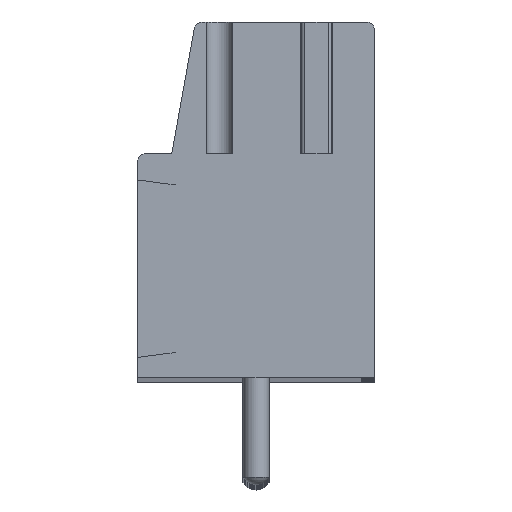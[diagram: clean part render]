
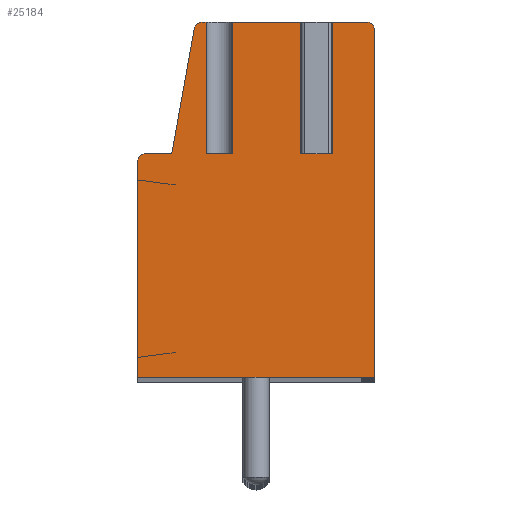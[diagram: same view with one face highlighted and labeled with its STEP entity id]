
A CAD part, top view. The second image highlights one B-rep face of the part: STEP entity #25184.
In plain terms, the highlighted planar face has unit normal (0, 0, 1).
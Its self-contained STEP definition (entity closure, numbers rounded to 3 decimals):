
#52=DIRECTION('',(1.,0.,0.));
#53=VECTOR('',#52,1.);
#54=CARTESIAN_POINT('',(-1.9,3.36,107.5));
#55=LINE('',#54,#53);
#56=DIRECTION('',(0.,1.,0.));
#57=VECTOR('',#56,5.);
#58=CARTESIAN_POINT('',(-0.9,3.36,107.5));
#59=LINE('',#58,#57);
#60=DIRECTION('',(-1.,0.,0.));
#61=VECTOR('',#60,2.8);
#62=CARTESIAN_POINT('',(1.9,8.36,107.5));
#63=LINE('',#62,#61);
#64=DIRECTION('',(0.,1.,0.));
#65=VECTOR('',#64,5.);
#66=CARTESIAN_POINT('',(1.9,3.36,107.5));
#67=LINE('',#66,#65);
#68=DIRECTION('',(1.,0.,0.));
#69=VECTOR('',#68,0.8);
#70=CARTESIAN_POINT('',(1.9,3.36,107.5));
#71=LINE('',#70,#69);
#72=DIRECTION('',(0.,1.,0.));
#73=VECTOR('',#72,5.);
#74=CARTESIAN_POINT('',(2.7,3.36,107.5));
#75=LINE('',#74,#73);
#76=DIRECTION('',(-1.,0.,0.));
#77=VECTOR('',#76,1.5);
#78=CARTESIAN_POINT('',(4.2,8.36,107.5));
#79=LINE('',#78,#77);
#80=CARTESIAN_POINT('',(4.2,8.06,107.5));
#81=DIRECTION('',(0.,0.,1.));
#82=DIRECTION('',(1.,0.,0.));
#83=AXIS2_PLACEMENT_3D('',#80,#81,#82);
#85=DIRECTION('',(0.,1.,0.));
#86=VECTOR('',#85,13.2);
#87=CARTESIAN_POINT('',(4.5,-5.14,107.5));
#88=LINE('',#87,#86);
#89=DIRECTION('',(1.,0.,0.));
#90=VECTOR('',#89,9.);
#91=CARTESIAN_POINT('',(-4.5,-5.14,107.5));
#92=LINE('',#91,#90);
#93=DIRECTION('',(0.,-1.,0.));
#94=VECTOR('',#93,8.2);
#95=CARTESIAN_POINT('',(-4.5,3.06,107.5));
#96=LINE('',#95,#94);
#97=CARTESIAN_POINT('',(-4.2,3.06,107.5));
#98=DIRECTION('',(0.,0.,1.));
#99=DIRECTION('',(0.,1.,0.));
#100=AXIS2_PLACEMENT_3D('',#97,#98,#99);
#102=DIRECTION('',(-1.,0.,0.));
#103=VECTOR('',#102,1.);
#104=CARTESIAN_POINT('',(-3.2,3.36,107.5));
#105=LINE('',#104,#103);
#106=DIRECTION('',(-0.177,-0.984,0.));
#107=VECTOR('',#106,4.829);
#108=CARTESIAN_POINT('',(-2.345,8.113,107.5));
#109=LINE('',#108,#107);
#110=CARTESIAN_POINT('',(-2.05,8.06,107.5));
#111=DIRECTION('',(0.,0.,1.));
#112=DIRECTION('',(0.,1.,0.));
#113=AXIS2_PLACEMENT_3D('',#110,#111,#112);
#115=DIRECTION('',(-1.,0.,0.));
#116=VECTOR('',#115,0.15);
#117=CARTESIAN_POINT('',(-1.9,8.36,107.5));
#118=LINE('',#117,#116);
#119=DIRECTION('',(0.,1.,0.));
#120=VECTOR('',#119,5.);
#121=CARTESIAN_POINT('',(-1.9,3.36,107.5));
#122=LINE('',#121,#120);
#19538=CARTESIAN_POINT('',(4.5,-5.14,107.5));
#19539=CARTESIAN_POINT('',(4.5,8.06,107.5));
#19540=VERTEX_POINT('',#19538);
#19541=VERTEX_POINT('',#19539);
#19542=CARTESIAN_POINT('',(4.2,8.36,107.5));
#19543=VERTEX_POINT('',#19542);
#19544=CARTESIAN_POINT('',(-2.05,8.36,107.5));
#19545=CARTESIAN_POINT('',(-2.345,8.113,107.5));
#19546=VERTEX_POINT('',#19544);
#19547=VERTEX_POINT('',#19545);
#19548=CARTESIAN_POINT('',(-3.2,3.36,107.5));
#19549=VERTEX_POINT('',#19548);
#19550=CARTESIAN_POINT('',(-4.2,3.36,107.5));
#19551=VERTEX_POINT('',#19550);
#19552=CARTESIAN_POINT('',(-4.5,3.06,107.5));
#19553=VERTEX_POINT('',#19552);
#19554=CARTESIAN_POINT('',(-4.5,-5.14,107.5));
#19555=VERTEX_POINT('',#19554);
#19853=CARTESIAN_POINT('',(1.9,3.36,107.5));
#19854=CARTESIAN_POINT('',(2.7,3.36,107.5));
#19855=VERTEX_POINT('',#19853);
#19856=VERTEX_POINT('',#19854);
#19857=CARTESIAN_POINT('',(2.7,8.36,107.5));
#19858=VERTEX_POINT('',#19857);
#19859=CARTESIAN_POINT('',(1.9,8.36,107.5));
#19860=VERTEX_POINT('',#19859);
#19881=CARTESIAN_POINT('',(-1.9,3.36,107.5));
#19882=CARTESIAN_POINT('',(-0.9,3.36,107.5));
#19883=VERTEX_POINT('',#19881);
#19884=VERTEX_POINT('',#19882);
#19885=CARTESIAN_POINT('',(-0.9,8.36,107.5));
#19886=VERTEX_POINT('',#19885);
#19887=CARTESIAN_POINT('',(-1.9,8.36,107.5));
#19888=VERTEX_POINT('',#19887);
#25143=CARTESIAN_POINT('',(0.,0.,107.5));
#25144=DIRECTION('',(0.,0.,1.));
#25145=DIRECTION('',(1.,0.,0.));
#25146=AXIS2_PLACEMENT_3D('',#25143,#25144,#25145);
#25147=PLANE('',#25146);
#25149=ORIENTED_EDGE('',*,*,#25148,.T.);
#25151=ORIENTED_EDGE('',*,*,#25150,.T.);
#25153=ORIENTED_EDGE('',*,*,#25152,.F.);
#25155=ORIENTED_EDGE('',*,*,#25154,.F.);
#25157=ORIENTED_EDGE('',*,*,#25156,.T.);
#25159=ORIENTED_EDGE('',*,*,#25158,.T.);
#25161=ORIENTED_EDGE('',*,*,#25160,.F.);
#25163=ORIENTED_EDGE('',*,*,#25162,.F.);
#25165=ORIENTED_EDGE('',*,*,#25164,.F.);
#25167=ORIENTED_EDGE('',*,*,#25166,.F.);
#25169=ORIENTED_EDGE('',*,*,#25168,.F.);
#25171=ORIENTED_EDGE('',*,*,#25170,.F.);
#25173=ORIENTED_EDGE('',*,*,#25172,.F.);
#25175=ORIENTED_EDGE('',*,*,#25174,.F.);
#25177=ORIENTED_EDGE('',*,*,#25176,.F.);
#25179=ORIENTED_EDGE('',*,*,#25178,.F.);
#25181=ORIENTED_EDGE('',*,*,#25180,.F.);
#25182=EDGE_LOOP('',(#25149,#25151,#25153,#25155,#25157,#25159,#25161,#25163,
#25165,#25167,#25169,#25171,#25173,#25175,#25177,#25179,#25181));
#25183=FACE_OUTER_BOUND('',#25182,.F.);
#84=CIRCLE('',#83,0.3);
#101=CIRCLE('',#100,0.3);
#114=CIRCLE('',#113,0.3);
#25148=EDGE_CURVE('',#19883,#19884,#55,.T.);
#25150=EDGE_CURVE('',#19884,#19886,#59,.T.);
#25152=EDGE_CURVE('',#19860,#19886,#63,.T.);
#25154=EDGE_CURVE('',#19855,#19860,#67,.T.);
#25156=EDGE_CURVE('',#19855,#19856,#71,.T.);
#25158=EDGE_CURVE('',#19856,#19858,#75,.T.);
#25160=EDGE_CURVE('',#19543,#19858,#79,.T.);
#25162=EDGE_CURVE('',#19541,#19543,#84,.T.);
#25164=EDGE_CURVE('',#19540,#19541,#88,.T.);
#25166=EDGE_CURVE('',#19555,#19540,#92,.T.);
#25168=EDGE_CURVE('',#19553,#19555,#96,.T.);
#25170=EDGE_CURVE('',#19551,#19553,#101,.T.);
#25172=EDGE_CURVE('',#19549,#19551,#105,.T.);
#25174=EDGE_CURVE('',#19547,#19549,#109,.T.);
#25176=EDGE_CURVE('',#19546,#19547,#114,.T.);
#25178=EDGE_CURVE('',#19888,#19546,#118,.T.);
#25180=EDGE_CURVE('',#19883,#19888,#122,.T.);
#25184=ADVANCED_FACE('',(#25183),#25147,.T.);
